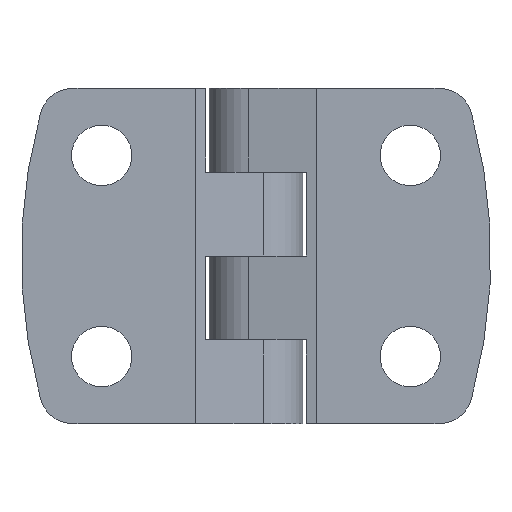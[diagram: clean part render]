
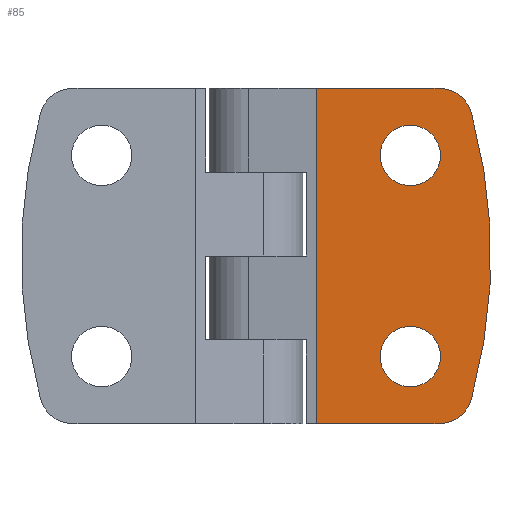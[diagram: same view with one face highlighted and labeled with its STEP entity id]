
A CAD part, front view. The second image highlights one B-rep face of the part: STEP entity #85.
In plain terms, the highlighted planar face has unit normal (0, -1, 0).
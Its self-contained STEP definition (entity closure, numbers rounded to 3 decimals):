
#2 = VERTEX_POINT ( 'NONE', #354 ) ;
#7 = VERTEX_POINT ( 'NONE', #378 ) ;
#18 = VERTEX_POINT ( 'NONE', #109 ) ;
#26 = EDGE_CURVE ( 'NONE', #18, #7, #835, .T. ) ;
#32 = EDGE_CURVE ( 'NONE', #42, #2, #801, .T. ) ;
#33 = VERTEX_POINT ( 'NONE', #737 ) ;
#42 = VERTEX_POINT ( 'NONE', #740 ) ;
#51 = EDGE_CURVE ( 'NONE', #33, #223, #736, .T. ) ;
#70 = ORIENTED_EDGE ( 'NONE', *, *, #26, .T. ) ;
#72 = EDGE_LOOP ( 'NONE', ( #100, #214, #154, #230, #156, #140 ) ) ;
#78 = EDGE_LOOP ( 'NONE', ( #96, #81 ) ) ;
#79 = EDGE_CURVE ( 'NONE', #2, #42, #779, .T. ) ;
#81 = ORIENTED_EDGE ( 'NONE', *, *, #32, .T. ) ;
#85 = ADVANCED_FACE ( 'NONE', ( #925, #914, #921 ), #924, .F. ) ;
#92 = EDGE_LOOP ( 'NONE', ( #98, #70 ) ) ;
#96 = ORIENTED_EDGE ( 'NONE', *, *, #79, .T. ) ;
#97 = EDGE_CURVE ( 'NONE', #7, #18, #902, .T. ) ;
#98 = ORIENTED_EDGE ( 'NONE', *, *, #97, .T. ) ;
#100 = ORIENTED_EDGE ( 'NONE', *, *, #51, .F. ) ;
#109 = CARTESIAN_POINT ( 'NONE',  ( -23., -8.5, -19.5 ) ) ;
#140 = ORIENTED_EDGE ( 'NONE', *, *, #242, .F. ) ;
#154 = ORIENTED_EDGE ( 'NONE', *, *, #244, .F. ) ;
#156 = ORIENTED_EDGE ( 'NONE', *, *, #231, .T. ) ;
#195 = VERTEX_POINT ( 'NONE', #717 ) ;
#214 = ORIENTED_EDGE ( 'NONE', *, *, #254, .T. ) ;
#223 = VERTEX_POINT ( 'NONE', #530 ) ;
#229 = VERTEX_POINT ( 'NONE', #463 ) ;
#230 = ORIENTED_EDGE ( 'NONE', *, *, #243, .T. ) ;
#231 = EDGE_CURVE ( 'NONE', #229, #195, #456, .T. ) ;
#233 = VERTEX_POINT ( 'NONE', #525 ) ;
#242 = EDGE_CURVE ( 'NONE', #223, #195, #605, .T. ) ;
#243 = EDGE_CURVE ( 'NONE', #233, #229, #606, .T. ) ;
#244 = EDGE_CURVE ( 'NONE', #233, #263, #407, .T. ) ;
#254 = EDGE_CURVE ( 'NONE', #33, #263, #396, .T. ) ;
#263 = VERTEX_POINT ( 'NONE', #435 ) ;
#354 = CARTESIAN_POINT ( 'NONE',  ( -23., -8.5, 19.5 ) ) ;
#378 = CARTESIAN_POINT ( 'NONE',  ( -23., -8.5, -10.5 ) ) ;
#396 = CIRCLE ( 'NONE', #399, 5. ) ;
#399 = AXIS2_PLACEMENT_3D ( 'NONE', #446, #445, #444 ) ;
#403 = DIRECTION ( 'NONE',  ( 0., 0., 1. ) ) ;
#404 = DIRECTION ( 'NONE',  ( 0., 1., 0. ) ) ;
#405 = AXIS2_PLACEMENT_3D ( 'NONE', #411, #404, #403 ) ;
#407 = CIRCLE ( 'NONE', #405, 80. ) ;
#408 = DIRECTION ( 'NONE',  ( 0., 0., 1. ) ) ;
#409 = DIRECTION ( 'NONE',  ( 0., -1., 0. ) ) ;
#410 = CARTESIAN_POINT ( 'NONE',  ( -27.284, -8.5, -20. ) ) ;
#411 = CARTESIAN_POINT ( 'NONE',  ( 45., -8.5, 0. ) ) ;
#415 = DIRECTION ( 'NONE',  ( 0., 0., -1. ) ) ;
#435 = CARTESIAN_POINT ( 'NONE',  ( -32.103, -8.5, 21.333 ) ) ;
#444 = DIRECTION ( 'NONE',  ( 0., 0., 1. ) ) ;
#445 = DIRECTION ( 'NONE',  ( 0., -1., 0. ) ) ;
#446 = CARTESIAN_POINT ( 'NONE',  ( -27.284, -8.5, 20. ) ) ;
#454 = DIRECTION ( 'NONE',  ( 1., 0., 0. ) ) ;
#455 = VECTOR ( 'NONE', #454, 1000. ) ;
#456 = LINE ( 'NONE', #526, #455 ) ;
#457 = AXIS2_PLACEMENT_3D ( 'NONE', #410, #409, #408 ) ;
#463 = CARTESIAN_POINT ( 'NONE',  ( -27.284, -8.5, -25. ) ) ;
#525 = CARTESIAN_POINT ( 'NONE',  ( -32.103, -8.5, -21.333 ) ) ;
#526 = CARTESIAN_POINT ( 'NONE',  ( -35., -8.5, -25. ) ) ;
#530 = CARTESIAN_POINT ( 'NONE',  ( -9., -8.5, 25. ) ) ;
#603 = CARTESIAN_POINT ( 'NONE',  ( -9., -8.5, 25. ) ) ;
#604 = VECTOR ( 'NONE', #415, 1000. ) ;
#605 = LINE ( 'NONE', #603, #604 ) ;
#606 = CIRCLE ( 'NONE', #457, 5. ) ;
#717 = CARTESIAN_POINT ( 'NONE',  ( -9., -8.5, -25. ) ) ;
#736 = LINE ( 'NONE', #829, #828 ) ;
#737 = CARTESIAN_POINT ( 'NONE',  ( -27.284, -8.5, 25. ) ) ;
#739 = CARTESIAN_POINT ( 'NONE',  ( -23., -8.5, -15. ) ) ;
#740 = CARTESIAN_POINT ( 'NONE',  ( -23., -8.5, 10.5 ) ) ;
#741 = DIRECTION ( 'NONE',  ( 0., 0., 1. ) ) ;
#742 = DIRECTION ( 'NONE',  ( 0., 1., 0. ) ) ;
#743 = AXIS2_PLACEMENT_3D ( 'NONE', #800, #742, #741 ) ;
#747 = DIRECTION ( 'NONE',  ( 0., 1., 0. ) ) ;
#758 = AXIS2_PLACEMENT_3D ( 'NONE', #775, #923, #922 ) ;
#759 = CARTESIAN_POINT ( 'NONE',  ( -35., -8.5, 25. ) ) ;
#775 = CARTESIAN_POINT ( 'NONE',  ( -23., -8.5, 15. ) ) ;
#779 = CIRCLE ( 'NONE', #758, 4.5 ) ;
#800 = CARTESIAN_POINT ( 'NONE',  ( -23., -8.5, 15. ) ) ;
#801 = CIRCLE ( 'NONE', #743, 4.5 ) ;
#803 = DIRECTION ( 'NONE',  ( 0., 0., 1. ) ) ;
#827 = DIRECTION ( 'NONE',  ( 1., 0., 0. ) ) ;
#828 = VECTOR ( 'NONE', #827, 1000. ) ;
#829 = CARTESIAN_POINT ( 'NONE',  ( -35., -8.5, 25. ) ) ;
#833 = AXIS2_PLACEMENT_3D ( 'NONE', #739, #747, #803 ) ;
#835 = CIRCLE ( 'NONE', #833, 4.5 ) ;
#847 = DIRECTION ( 'NONE',  ( 0., 0., 1. ) ) ;
#851 = AXIS2_PLACEMENT_3D ( 'NONE', #862, #900, #847 ) ;
#862 = CARTESIAN_POINT ( 'NONE',  ( -23., -8.5, -15. ) ) ;
#900 = DIRECTION ( 'NONE',  ( 0., 1., 0. ) ) ;
#902 = CIRCLE ( 'NONE', #851, 4.5 ) ;
#904 = DIRECTION ( 'NONE',  ( 0., 0., 1. ) ) ;
#905 = DIRECTION ( 'NONE',  ( 0., 1., 0. ) ) ;
#913 = AXIS2_PLACEMENT_3D ( 'NONE', #759, #905, #904 ) ;
#914 = FACE_BOUND ( 'NONE', #78, .T. ) ;
#921 = FACE_OUTER_BOUND ( 'NONE', #72, .T. ) ;
#922 = DIRECTION ( 'NONE',  ( 0., 0., 1. ) ) ;
#923 = DIRECTION ( 'NONE',  ( 0., 1., 0. ) ) ;
#924 = PLANE ( 'NONE',  #913 ) ;
#925 = FACE_BOUND ( 'NONE', #92, .T. ) ;
